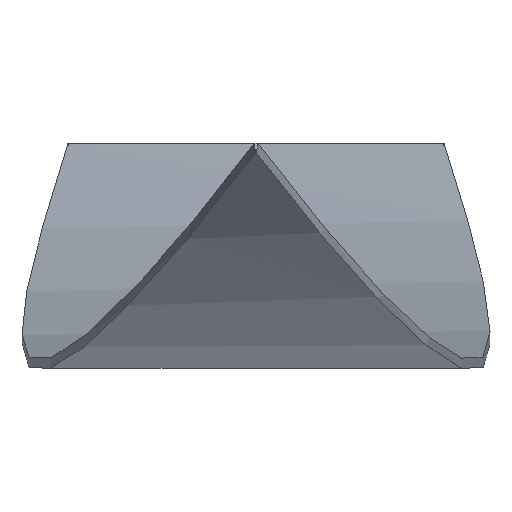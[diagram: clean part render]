
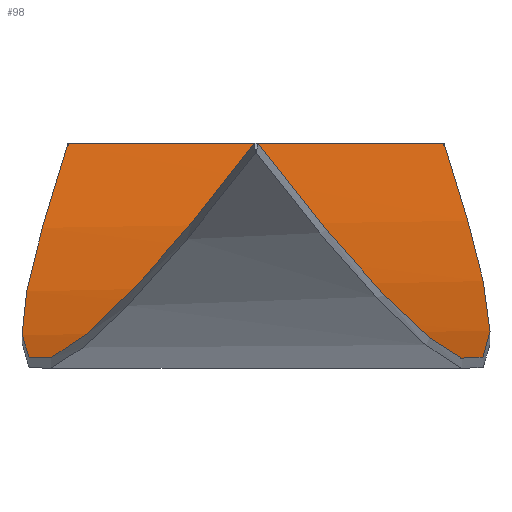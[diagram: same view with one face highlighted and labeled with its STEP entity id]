
A CAD part, front view. The second image highlights one B-rep face of the part: STEP entity #98.
In plain terms, the highlighted cylindrical face has radius 263 mm (diameter 526 mm), a partial arc.
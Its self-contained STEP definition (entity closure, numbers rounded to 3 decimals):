
#18=LINE('',#263,#22);
#19=LINE('',#265,#23);
#22=VECTOR('',#150,10.);
#23=VECTOR('',#153,10.);
#30=FACE_OUTER_BOUND('',#36,.T.);
#36=EDGE_LOOP('',(#82,#83,#84,#85));
#42=B_SPLINE_CURVE_WITH_KNOTS('',3,(#160,#161,#162,#163,#164,#165,#166,
#167,#168,#169,#170,#171,#172,#173,#174,#175,#176,#177,#178,#179,#180,#181),
 .UNSPECIFIED.,.F.,.F.,(4,2,2,2,2,2,2,2,2,2,4),(2.885,2.896,
5.793,8.689,11.585,14.481,17.378,
20.274,23.17,26.038,28.566),
 .UNSPECIFIED.);
#44=B_SPLINE_CURVE_WITH_KNOTS('',3,(#211,#212,#213,#214,#215,#216,#217,
#218,#219,#220,#221,#222,#223,#224,#225,#226,#227,#228,#229,#230,#231,#232),
 .UNSPECIFIED.,.F.,.F.,(4,2,2,2,2,2,2,2,2,2,4),(17.545,20.073,
22.94,25.837,28.733,31.629,34.525,
37.422,40.318,43.214,43.225),
 .UNSPECIFIED.);
#46=VERTEX_POINT('',#158);
#47=VERTEX_POINT('',#159);
#50=VERTEX_POINT('',#209);
#51=VERTEX_POINT('',#210);
#54=EDGE_CURVE('',#46,#47,#42,.T.);
#58=EDGE_CURVE('',#50,#51,#44,.T.);
#64=EDGE_CURVE('',#46,#51,#18,.T.);
#65=EDGE_CURVE('',#50,#47,#19,.T.);
#82=ORIENTED_EDGE('',*,*,#54,.T.);
#83=ORIENTED_EDGE('',*,*,#65,.F.);
#84=ORIENTED_EDGE('',*,*,#58,.T.);
#85=ORIENTED_EDGE('',*,*,#64,.F.);
#93=CYLINDRICAL_SURFACE('',#128,263.);
#98=ADVANCED_FACE('',(#30),#93,.F.);
#128=AXIS2_PLACEMENT_3D('',#264,#151,#152);
#150=DIRECTION('',(-1.,0.,0.));
#151=DIRECTION('center_axis',(-1.,0.,0.));
#152=DIRECTION('ref_axis',(0.,0.,-1.));
#153=DIRECTION('',(1.,0.,0.));
#158=CARTESIAN_POINT('',(1.125,-124.77,32.98));
#159=CARTESIAN_POINT('',(28.082,124.77,32.98));
#160=CARTESIAN_POINT('Ctrl Pts',(1.125,-124.77,32.98));
#161=CARTESIAN_POINT('Ctrl Pts',(1.138,-124.739,32.964));
#162=CARTESIAN_POINT('Ctrl Pts',(1.15,-124.708,32.947));
#163=CARTESIAN_POINT('Ctrl Pts',(4.503,-116.463,28.507));
#164=CARTESIAN_POINT('Ctrl Pts',(7.711,-107.882,24.454));
#165=CARTESIAN_POINT('Ctrl Pts',(13.715,-90.126,17.239));
#166=CARTESIAN_POINT('Ctrl Pts',(16.512,-80.95,14.077));
#167=CARTESIAN_POINT('Ctrl Pts',(21.574,-62.16,8.765));
#168=CARTESIAN_POINT('Ctrl Pts',(23.84,-52.548,6.614));
#169=CARTESIAN_POINT('Ctrl Pts',(27.756,-33.071,3.401));
#170=CARTESIAN_POINT('Ctrl Pts',(29.41,-23.19,2.336));
#171=CARTESIAN_POINT('Ctrl Pts',(32.06,-3.344,1.334));
#172=CARTESIAN_POINT('Ctrl Pts',(33.056,6.621,1.396));
#173=CARTESIAN_POINT('Ctrl Pts',(34.386,26.425,2.643));
#174=CARTESIAN_POINT('Ctrl Pts',(34.721,36.266,3.827));
#175=CARTESIAN_POINT('Ctrl Pts',(34.77,55.618,7.26));
#176=CARTESIAN_POINT('Ctrl Pts',(34.484,65.128,9.509));
#177=CARTESIAN_POINT('Ctrl Pts',(33.381,83.526,14.934));
#178=CARTESIAN_POINT('Ctrl Pts',(32.558,92.619,18.158));
#179=CARTESIAN_POINT('Ctrl Pts',(30.535,109.435,25.197));
#180=CARTESIAN_POINT('Ctrl Pts',(29.392,117.193,28.896));
#181=CARTESIAN_POINT('Ctrl Pts',(28.082,124.77,32.98));
#209=CARTESIAN_POINT('',(-26.416,124.77,32.98));
#210=CARTESIAN_POINT('',(0.541,-124.77,32.98));
#211=CARTESIAN_POINT('Ctrl Pts',(-26.416,124.77,32.98));
#212=CARTESIAN_POINT('Ctrl Pts',(-27.726,117.193,28.896));
#213=CARTESIAN_POINT('Ctrl Pts',(-28.868,109.435,25.197));
#214=CARTESIAN_POINT('Ctrl Pts',(-30.891,92.619,18.158));
#215=CARTESIAN_POINT('Ctrl Pts',(-31.715,83.526,14.934));
#216=CARTESIAN_POINT('Ctrl Pts',(-32.817,65.128,9.509));
#217=CARTESIAN_POINT('Ctrl Pts',(-33.103,55.618,7.26));
#218=CARTESIAN_POINT('Ctrl Pts',(-33.054,36.266,3.827));
#219=CARTESIAN_POINT('Ctrl Pts',(-32.72,26.425,2.643));
#220=CARTESIAN_POINT('Ctrl Pts',(-31.389,6.621,1.396));
#221=CARTESIAN_POINT('Ctrl Pts',(-30.393,-3.344,1.334));
#222=CARTESIAN_POINT('Ctrl Pts',(-27.744,-23.19,2.336));
#223=CARTESIAN_POINT('Ctrl Pts',(-26.09,-33.071,3.401));
#224=CARTESIAN_POINT('Ctrl Pts',(-22.173,-52.548,6.614));
#225=CARTESIAN_POINT('Ctrl Pts',(-19.908,-62.16,8.765));
#226=CARTESIAN_POINT('Ctrl Pts',(-14.845,-80.95,14.077));
#227=CARTESIAN_POINT('Ctrl Pts',(-12.049,-90.126,17.239));
#228=CARTESIAN_POINT('Ctrl Pts',(-6.044,-107.882,24.454));
#229=CARTESIAN_POINT('Ctrl Pts',(-2.836,-116.463,28.507));
#230=CARTESIAN_POINT('Ctrl Pts',(0.516,-124.708,32.947));
#231=CARTESIAN_POINT('Ctrl Pts',(0.529,-124.739,32.964));
#232=CARTESIAN_POINT('Ctrl Pts',(0.541,-124.77,32.98));
#263=CARTESIAN_POINT('',(35.,-124.77,32.98));
#264=CARTESIAN_POINT('Origin',(0.,0.,
264.5));
#265=CARTESIAN_POINT('',(-35.,124.77,32.98));
